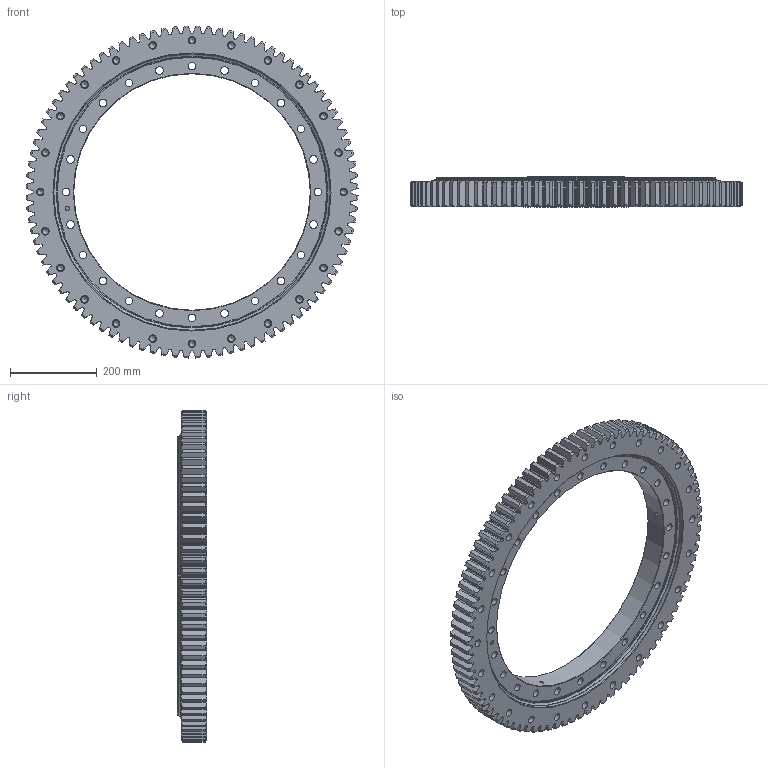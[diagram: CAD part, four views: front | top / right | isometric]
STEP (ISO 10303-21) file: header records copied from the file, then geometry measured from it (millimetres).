
FILE_DESCRIPTION(/* description */ ('9E-1B25-0640-0150'),/* implementation_level */ '2;1');
FILE_NAME(/* name */ '9E-1B25-0640-0150_STP.stp',/* time_stamp */ '2018-06-14T07:11:18+02:00',/* author */ ('Čelko'),/* organization */ ('Thyssen Krupp - PSL, a.s. Povžská Bystrica'),/* preprocessor_version */ 'ST-DEVELOPER v16.5',/* originating_system */ 'Autodesk Inventor 2017',/* authorisation */ '');
FILE_SCHEMA (('AUTOMOTIVE_DESIGN { 1 0 10303 214 3 1 1 }'));
Length unit declared in the file: millimetre
Products named in the file (1): 9-0150-PV
Bounding box: 765.19 x 68 x 765.19 mm (x, y, z)
Volume: 10857368.4 mm3; surface area: 1442163.8 mm2
Topology: 76 solids, 76 shells, 1026 faces, 2937 edges, 1955 vertices
Faces by surface type: cylinder 470, plane 226, cone 220, sphere 74, torus 36
Full cylindrical faces by diameter (mm): 4 x3, 8.917 x3, 13.835 x24, 17.5 x48, 30 x2, 545 x1, 621 x1, 621.5 x2, 626.5 x2, 634 x1, 639 x1, 641 x1, 646 x1, 653.5 x2, 658.5 x2, 659 x1, 668 x1
Entity records: 33138 total; most frequent: DIRECTION 6170, CARTESIAN_POINT 5890, ORIENTED_EDGE 5104, AXIS2_PLACEMENT_3D 2625, EDGE_CURVE 2552, VERTEX_POINT 1870, CIRCLE 1598, EDGE_LOOP 1280
